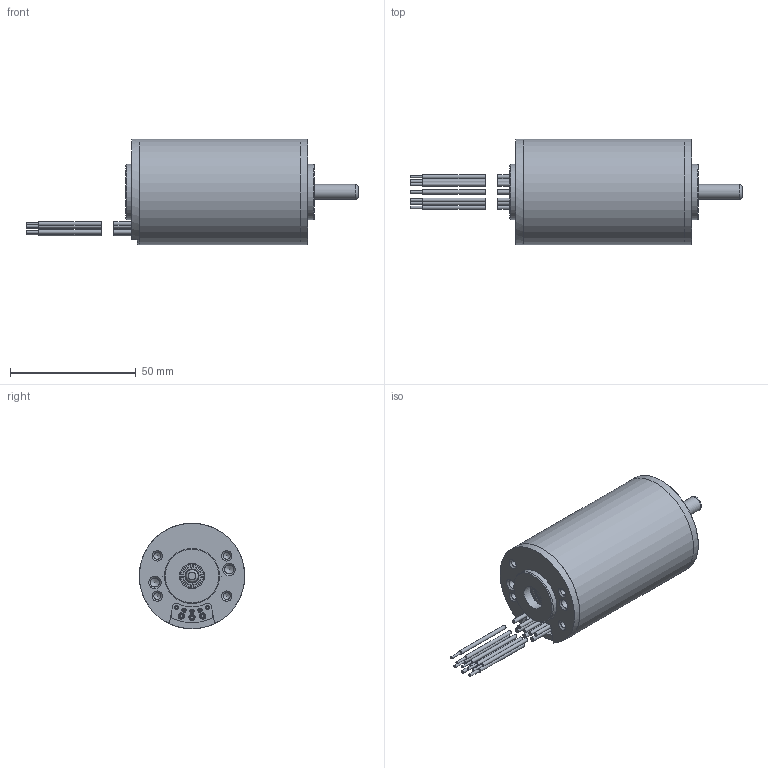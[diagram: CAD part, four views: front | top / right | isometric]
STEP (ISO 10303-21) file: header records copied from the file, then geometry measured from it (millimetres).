
FILE_DESCRIPTION(/* description */ (''),/* implementation_level */ '2;1');
FILE_NAME(/* name */ 'ECM42x15.stp',/* time_stamp */ '2015-05-28T07:43:01+02:00',/* author */ ('SL'),/* organization */ ('Kählig Antriebstechnig GmbH'),/* preprocessor_version */ 'ST-DEVELOPER v15',/* originating_system */ 'SIEMENS PLM Software NX 8.5',/* authorisation */ 'Weitergabe an Dritte ist nicht gestattet');
FILE_SCHEMA (('AUTOMOTIVE_DESIGN { 1 0 10303 214 3 1 1 1 }'));
Length unit declared in the file: millimetre
Products named in the file (1): ECM42x15_stp
Bounding box: 132.2 x 42 x 42 mm (x, y, z)
Volume: 32196.1 mm3; surface area: 31133.6 mm2
Topology: 32 solids, 32 shells, 255 faces, 448 edges, 284 vertices
Faces by surface type: plane 96, cylinder 86, cone 60, torus 13
Full cylindrical faces by diameter (mm): 0.9 x5, 1.2 x3, 1.5 x10, 1.7 x5, 1.8 x6, 2.135 x2, 2.2 x1, 2.5 x3, 2.7 x8, 3.6 x4, 5 x2, 6 x2, 7.05 x2, 7.507 x1, 8.05 x2, 8.5 x1, 8.63 x1, 9.54 x2, 10 x1, 11.54 x2, 12.517 x1, 15.083 x1, 16 x2, 19 x2, 20 x1, 22 x2, 39 x1, 39.2 x4, 42 x3
Entity records: 5413 total; most frequent: DIRECTION 1010, CARTESIAN_POINT 774, ORIENTED_EDGE 514, AXIS2_PLACEMENT_3D 497, EDGE_LOOP 465, FACE_BOUND 421, VERTEX_POINT 261, EDGE_CURVE 257
